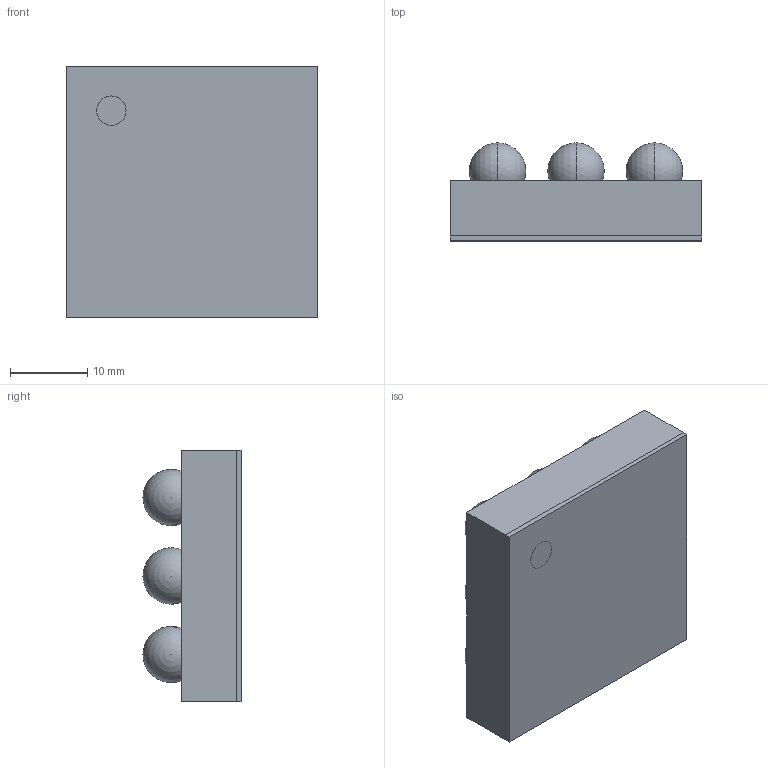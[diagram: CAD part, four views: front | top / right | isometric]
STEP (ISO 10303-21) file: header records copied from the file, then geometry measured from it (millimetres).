
FILE_DESCRIPTION (( 'STEP AP214' ), '1' );
FILE_NAME ('BMM350.STEP', '2023-07-27T06:38:00', ( '' ), ( '' ), 'SwSTEP 2.0', 'SolidWorks 2021', '' );
FILE_SCHEMA (( 'AUTOMOTIVE_DESIGN' ));
Length unit declared in the file: inch
Products named in the file (1): BMM350
Bounding box: 32.51 x 12.7 x 32.51 mm (x, y, z)
Volume: 9592.5 mm3; surface area: 6646.2 mm2
Topology: 12 solids, 12 shells, 48 faces, 123 edges, 82 vertices
Faces by surface type: plane 24, sphere 18, cylinder 6
Entity records: 1710 total; most frequent: DIRECTION 224, CARTESIAN_POINT 182, ORIENTED_EDGE 156, AXIS2_PLACEMENT_3D 97, EDGE_CURVE 78, VERTEX_POINT 55, EDGE_LOOP 51, FACE_OUTER_BOUND 48
